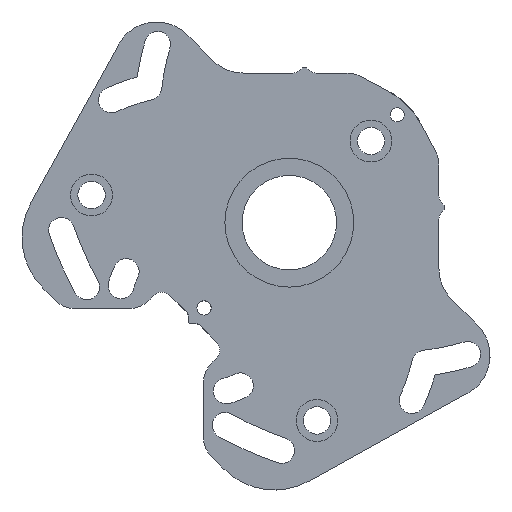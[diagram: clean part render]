
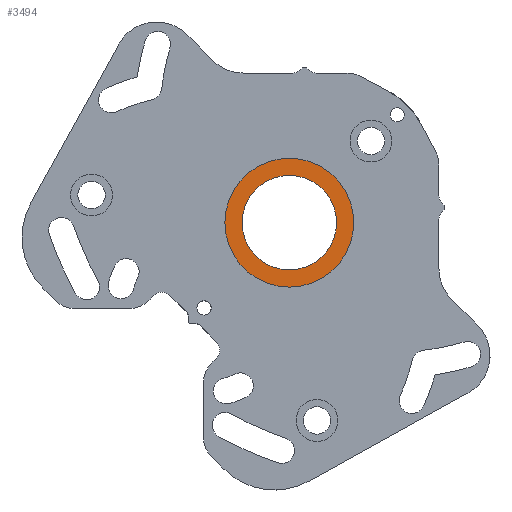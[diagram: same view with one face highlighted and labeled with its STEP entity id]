
A CAD part, front view. The second image highlights one B-rep face of the part: STEP entity #3494.
In plain terms, the highlighted planar face has unit normal (0, -1, 0).
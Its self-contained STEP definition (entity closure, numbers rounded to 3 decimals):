
#1165=CARTESIAN_POINT('',(2.121,5.,2.121));
#1166=DIRECTION('',(0.,1.,0.));
#1167=DIRECTION('',(0.,0.,1.));
#1168=AXIS2_PLACEMENT_3D('',#1165,#1166,#1167);
#1174=CARTESIAN_POINT('',(2.121,5.,2.121));
#1175=DIRECTION('',(0.,-1.,0.));
#1176=DIRECTION('',(1.,0.,0.));
#1177=AXIS2_PLACEMENT_3D('',#1174,#1175,#1176);
#1179=CARTESIAN_POINT('',(2.121,5.,2.121));
#1180=DIRECTION('',(0.,-1.,0.));
#1181=DIRECTION('',(-1.,0.,0.));
#1182=AXIS2_PLACEMENT_3D('',#1179,#1180,#1181);
#1192=CARTESIAN_POINT('',(2.121,5.,2.121));
#1193=DIRECTION('',(0.,1.,0.));
#1194=DIRECTION('',(0.,0.,-1.));
#1195=AXIS2_PLACEMENT_3D('',#1192,#1193,#1194);
#2193=CARTESIAN_POINT('',(24.621,5.,2.121));
#2194=CARTESIAN_POINT('',(-20.379,5.,2.121));
#2195=VERTEX_POINT('',#2193);
#2196=VERTEX_POINT('',#2194);
#2201=CARTESIAN_POINT('',(2.121,5.,18.621));
#2202=CARTESIAN_POINT('',(2.121,5.,-14.379));
#2203=VERTEX_POINT('',#2201);
#2204=VERTEX_POINT('',#2202);
#3478=CARTESIAN_POINT('',(0.,5.,0.));
#3479=DIRECTION('',(0.,-1.,0.));
#3480=DIRECTION('',(1.,0.,0.));
#3481=AXIS2_PLACEMENT_3D('',#3478,#3479,#3480);
#3482=PLANE('',#3481);
#3484=ORIENTED_EDGE('',*,*,#3483,.F.);
#3486=ORIENTED_EDGE('',*,*,#3485,.F.);
#3487=EDGE_LOOP('',(#3484,#3486));
#3488=FACE_OUTER_BOUND('',#3487,.F.);
#3489=ORIENTED_EDGE('',*,*,#3468,.F.);
#3491=ORIENTED_EDGE('',*,*,#3490,.F.);
#3492=EDGE_LOOP('',(#3489,#3491));
#3493=FACE_BOUND('',#3492,.F.);
#3494=ADVANCED_FACE('',(#3488,#3493),#3482,.T.);
#1169=CIRCLE('',#1168,16.5);
#1178=CIRCLE('',#1177,22.5);
#1183=CIRCLE('',#1182,22.5);
#1196=CIRCLE('',#1195,16.5);
#3468=EDGE_CURVE('',#2203,#2204,#1169,.T.);
#3483=EDGE_CURVE('',#2195,#2196,#1178,.T.);
#3485=EDGE_CURVE('',#2196,#2195,#1183,.T.);
#3490=EDGE_CURVE('',#2204,#2203,#1196,.T.);
